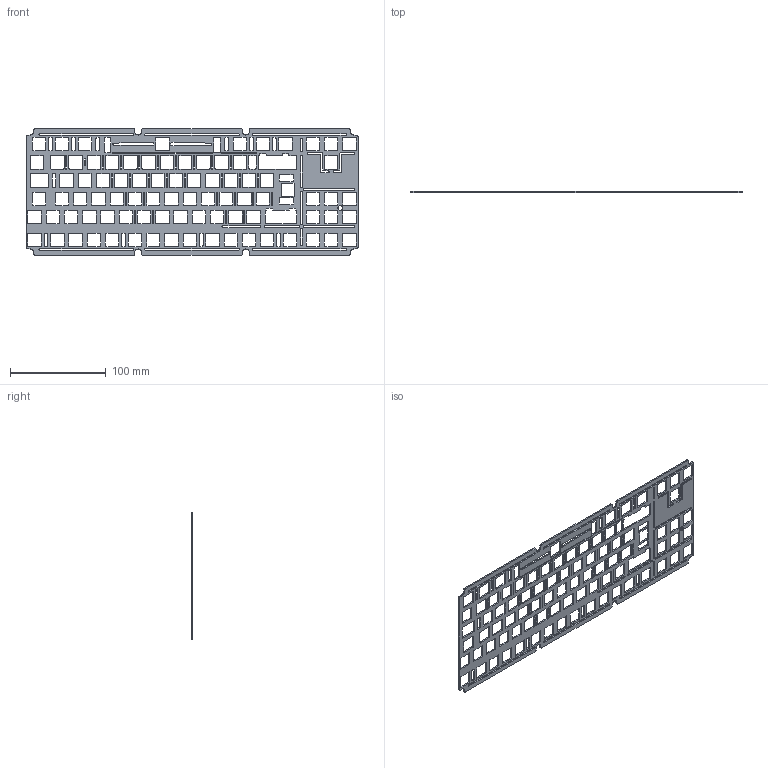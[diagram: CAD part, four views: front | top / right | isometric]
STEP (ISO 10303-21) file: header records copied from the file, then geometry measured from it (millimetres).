
FILE_DESCRIPTION (( 'STEP AP214' ), '1' );
FILE_NAME ('Plate1.6 ISO.STEP', '2022-01-25T23:21:35', ( '' ), ( '' ), 'SwSTEP 2.0', 'SolidWorks 2018', '' );
FILE_SCHEMA (( 'AUTOMOTIVE_DESIGN' ));
Length unit declared in the file: millimetre
Products named in the file (1): Plate1.6  ISO
Bounding box: 346.61 x 1.5 x 132.01 mm (x, y, z)
Volume: 35287.1 mm3; surface area: 61758.4 mm2
Topology: 1 solids, 1 shells, 1138 faces, 3408 edges, 2272 vertices
Faces by surface type: plane 632, cylinder 506
Entity records: 39174 total; most frequent: CARTESIAN_POINT 6819, ORIENTED_EDGE 6816, DIRECTION 6698, EDGE_CURVE 3408, VECTOR 2396, LINE 2396, VERTEX_POINT 2272, AXIS2_PLACEMENT_3D 2151
